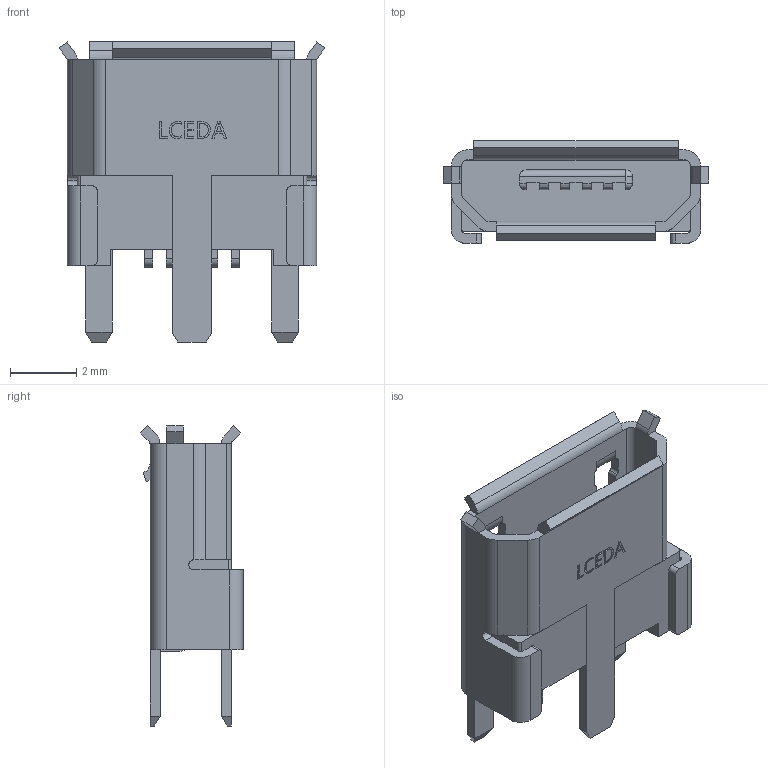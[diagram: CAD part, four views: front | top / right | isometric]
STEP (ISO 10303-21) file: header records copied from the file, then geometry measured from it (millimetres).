
FILE_DESCRIPTION (( 'STEP AP214' ), '1' );
FILE_NAME ('MICRO-USB-SMD_1051330011.step', '2022-07-07T02:33:26', ( '' ), ( '' ), 'SwSTEP 2.0', 'SolidWorks 2020', '' );
FILE_SCHEMA (( 'AUTOMOTIVE_DESIGN' ));
Length unit declared in the file: millimetre
Products named in the file (1): MICRO-USB-SMD_1051330011
Bounding box: 8 x 3.08 x 9.03 mm (x, y, z)
Volume: 68.4 mm3; surface area: 335.2 mm2
Topology: 2 solids, 2 shells, 528 faces, 1442 edges, 946 vertices
Faces by surface type: plane 334, bspline 112, cylinder 80, sphere 2
Entity records: 22976 total; most frequent: CARTESIAN_POINT 5025, ORIENTED_EDGE 2880, DIRECTION 2204, EDGE_CURVE 1440, LINE 1050, VECTOR 1050, VERTEX_POINT 946, AXIS2_PLACEMENT_3D 577
